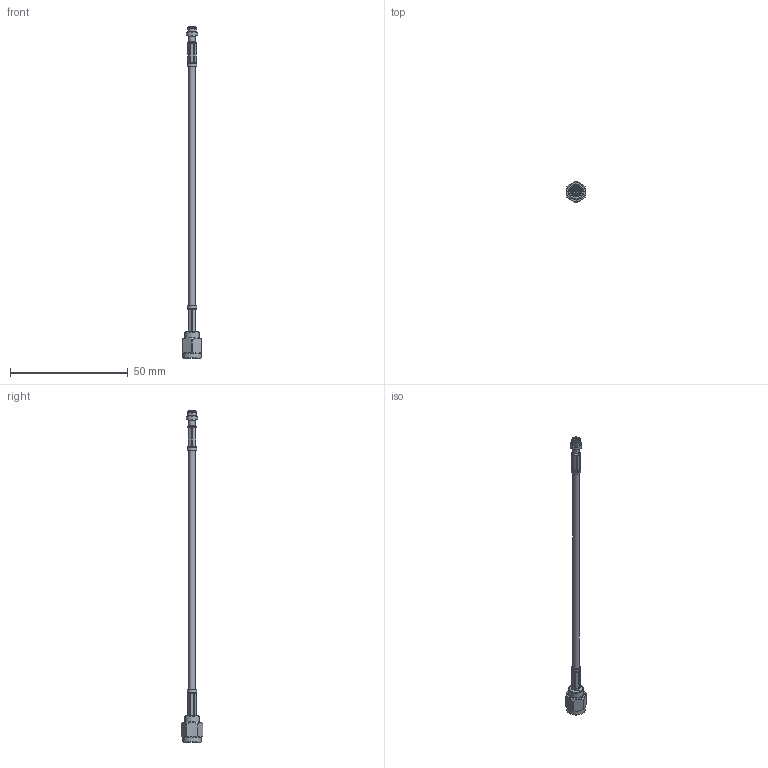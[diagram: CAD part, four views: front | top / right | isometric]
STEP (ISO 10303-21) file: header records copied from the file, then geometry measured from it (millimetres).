
FILE_DESCRIPTION (( 'STEP AP203' ), '1' );
FILE_NAME ('PE3C4019_3D.step', '2022-06-27T15:19:11', ( '' ), ( '' ), 'SwSTEP 2.0', 'SolidWorks 2021', '' );
FILE_SCHEMA (( 'CONFIG_CONTROL_DESIGN' ));
Length unit declared in the file: inch
Products named in the file (4): PE3C4019_3D; PE4003^PE3C4019_Crimped; PE45251^PE3C4019_Crimped; RG316AU^PE3C4019_RG316U
Assembly tree (3 placements, depth 2):
  PE3C4019_3D
    RG316AU^PE3C4019_RG316U
    PE45251^PE3C4019_Crimped
    PE4003^PE3C4019_Crimped
Bounding box: 7.94 x 9.02 x 140.81 mm (x, y, z)
Volume: 1091.7 mm3; surface area: 2181.3 mm2
Topology: 5 solids, 5 shells, 262 faces, 655 edges, 424 vertices
Faces by surface type: plane 111, cylinder 98, cone 42, bspline 7, torus 4
Full cylindrical faces by diameter (mm): 0.914 x1, 1.168 x1, 1.524 x1, 1.702 x1, 2.134 x1, 2.159 x2, 2.311 x2, 2.548 x1, 2.591 x1, 2.7 x1, 2.781 x1, 3.117 x1, 3.349 x1, 3.4 x1, 3.48 x2, 3.708 x1, 3.786 x1, 3.988 x2, 4.572 x1, 4.699 x1, 6.35 x8, 7.734 x1
Entity records: 11408 total; most frequent: CARTESIAN_POINT 5579, ORIENTED_EDGE 1158, DIRECTION 1006, EDGE_CURVE 579, AXIS2_PLACEMENT_3D 419, VERTEX_POINT 399, EDGE_LOOP 324, FACE_OUTER_BOUND 290
